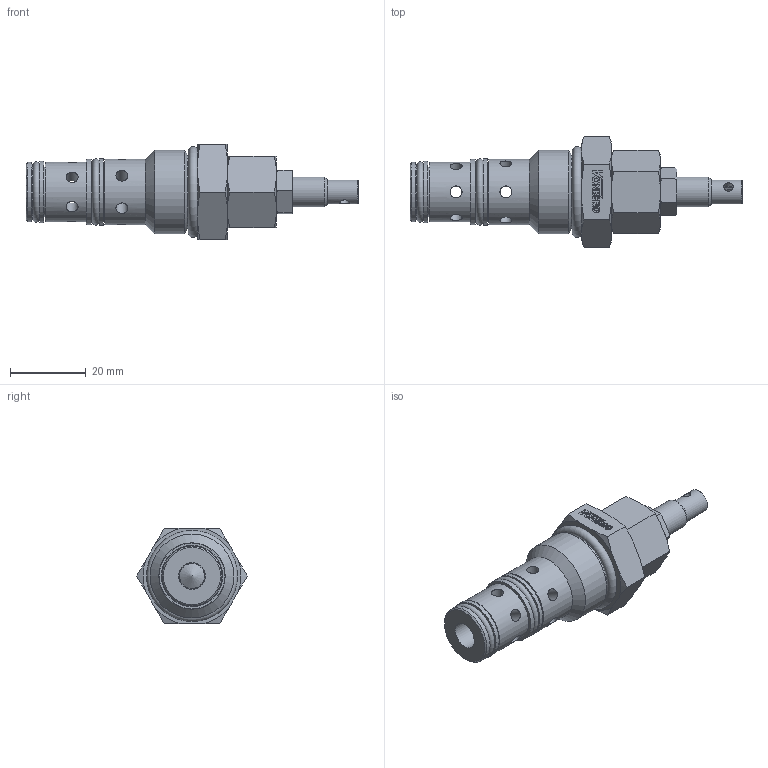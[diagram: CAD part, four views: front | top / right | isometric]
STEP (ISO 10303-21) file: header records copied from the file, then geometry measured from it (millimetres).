
FILE_DESCRIPTION((''),'2;1');
FILE_NAME('2910.stp','2015-02-05T10:13:51',('jml'),(''),'Autodesk Inventor 2010','Autodesk Inventor 2010','');
FILE_SCHEMA(('AUTOMOTIVE_DESIGN { 1 0 10303 214 1 1 1 1 }'));
Length unit declared in the file: inch
Products named in the file (12): 2710; 220767; 220743; 220746; 009 O-RING; 014 O-RING; 014 BACKUP; 015 O-RING; 015 BACKUP; 906 O-RING; 910 O-RING; 990172
Assembly tree (11 placements, depth 2):
  2710
    220767
    220743
    220746
    009 O-RING
    014 O-RING
    014 BACKUP
    015 O-RING
    015 BACKUP
    906 O-RING
    910 O-RING
    990172
Bounding box: 87.89 x 29.33 x 25.4 mm (x, y, z)
Volume: 17968 mm3; surface area: 12605.3 mm2
Topology: 11 solids, 11 shells, 276 faces, 693 edges, 455 vertices
Faces by surface type: plane 147, cone 62, cylinder 60, torus 7
Full cylindrical faces by diameter (mm): 1.044 x1, 2.489 x2, 3.175 x12, 3.302 x1, 5.461 x1, 6.35 x2, 6.401 x1, 7.036 x1, 7.137 x1, 7.874 x1, 7.925 x1, 8.331 x2, 8.382 x1, 9.525 x1, 12.294 x1, 12.751 x1, 13.157 x1, 13.208 x1, 14.224 x1, 14.275 x1, 14.91 x1, 14.986 x1, 15.824 x2, 16.205 x1, 17.399 x2, 17.526 x1, 19.558 x1, 22.225 x1
Entity records: 9198 total; most frequent: CARTESIAN_POINT 2481, DIRECTION 1269, ORIENTED_EDGE 1238, EDGE_CURVE 619, AXIS2_PLACEMENT_3D 485, VERTEX_POINT 447, EDGE_LOOP 406, VECTOR 299
